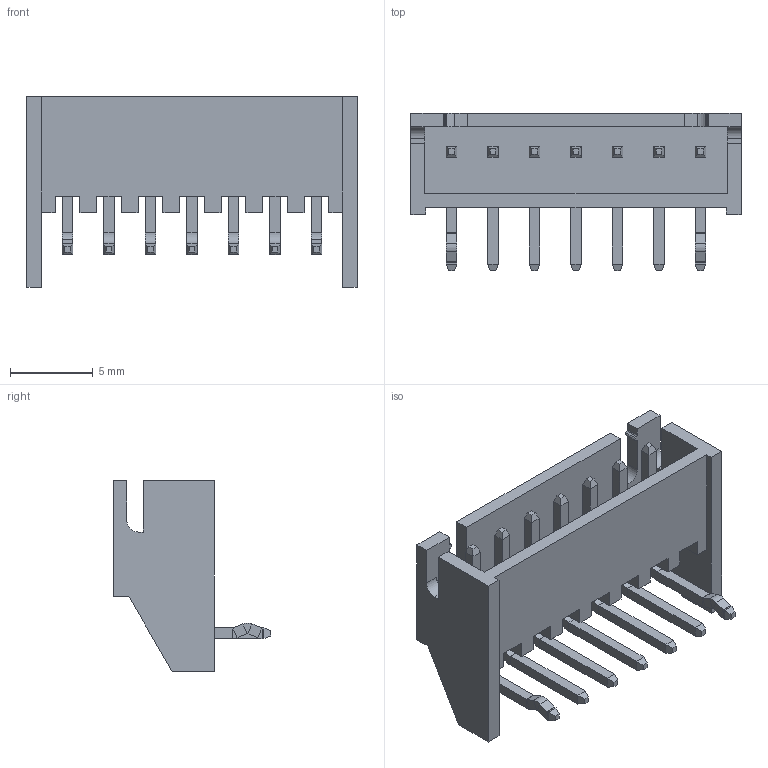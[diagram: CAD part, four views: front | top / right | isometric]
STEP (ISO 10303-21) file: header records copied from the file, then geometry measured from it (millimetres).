
FILE_DESCRIPTION (( 'STEP AP214' ), '1' );
FILE_NAME ('S7B-XH-A auto.STEP', '2024-01-04T08:05:14', ( '' ), ( '' ), 'SwSTEP 2.0', 'SolidWorks 2021', '' );
FILE_SCHEMA (( 'AUTOMOTIVE_DESIGN' ));
Length unit declared in the file: millimetre
Products named in the file (4): pin^SxB-XH-A ass_bent; S7B-XH-A auto; pin^SxB-XH-A ass; SxB-XH-A_7
Assembly tree (8 placements, depth 2):
  S7B-XH-A auto
    SxB-XH-A_7
    pin^SxB-XH-A ass_bent  x2
    pin^SxB-XH-A ass  x5
Bounding box: 19.9 x 9.5 x 11.5 mm (x, y, z)
Volume: 450.8 mm3; surface area: 1236.3 mm2
Topology: 8 solids, 8 shells, 302 faces, 706 edges, 420 vertices
Faces by surface type: plane 266, cylinder 36
Entity records: 5270 total; most frequent: CARTESIAN_POINT 897, ORIENTED_EDGE 880, DIRECTION 842, EDGE_CURVE 440, LINE 400, VECTOR 400, VERTEX_POINT 276, AXIS2_PLACEMENT_3D 221
